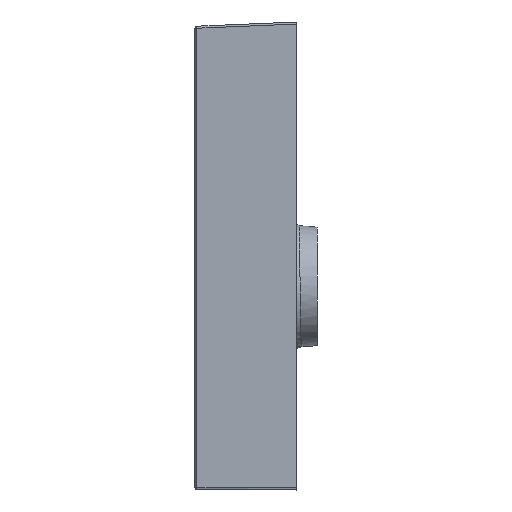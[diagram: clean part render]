
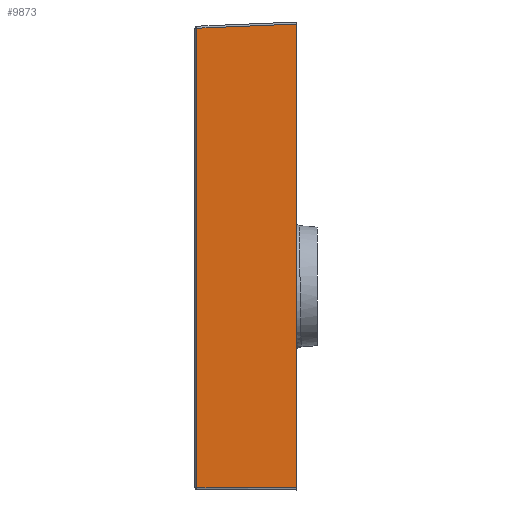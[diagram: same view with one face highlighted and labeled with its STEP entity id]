
A CAD part, left-side view. The second image highlights one B-rep face of the part: STEP entity #9873.
In plain terms, the highlighted planar face has unit normal (-1, 0.026, 0).
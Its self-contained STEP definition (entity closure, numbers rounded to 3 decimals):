
#183 = DIRECTION ( 'NONE',  ( 0.026, 1., 0. ) ) ;
#278 = CARTESIAN_POINT ( 'NONE',  ( -597.38, 0., 227.82 ) ) ;
#1149 = DIRECTION ( 'NONE',  ( -0.026, -0.999, 0.042 ) ) ;
#1363 = ORIENTED_EDGE ( 'NONE', *, *, #6055, .F. ) ;
#1603 = VERTEX_POINT ( 'NONE', #3312 ) ;
#2099 = CARTESIAN_POINT ( 'NONE',  ( -597.359, 0.791, -225.819 ) ) ;
#2483 = ORIENTED_EDGE ( 'NONE', *, *, #4796, .F. ) ;
#2842 = FACE_OUTER_BOUND ( 'NONE', #10992, .T. ) ;
#3312 = CARTESIAN_POINT ( 'NONE',  ( -599.999, -100., -225.995 ) ) ;
#3603 = CARTESIAN_POINT ( 'NONE',  ( -599.999, -100., 227.82 ) ) ;
#4765 = DIRECTION ( 'NONE',  ( 0.026, 1., 0.002 ) ) ;
#4796 = EDGE_CURVE ( 'NONE', #1603, #5813, #12530, .T. ) ;
#4833 = DIRECTION ( 'NONE',  ( -1., 0.026, 0. ) ) ;
#4949 = CARTESIAN_POINT ( 'NONE',  ( -599.999, -100., 230.012 ) ) ;
#5404 = CARTESIAN_POINT ( 'NONE',  ( -597.382, -0.084, 225.824 ) ) ;
#5813 = VERTEX_POINT ( 'NONE', #11611 ) ;
#6055 = EDGE_CURVE ( 'NONE', #13419, #12239, #19188, .T. ) ;
#6541 = VECTOR ( 'NONE', #9416, 1000. ) ;
#7080 = AXIS2_PLACEMENT_3D ( 'NONE', #278, #4833, #183 ) ;
#7604 = PLANE ( 'NONE',  #7080 ) ;
#7684 = CARTESIAN_POINT ( 'NONE',  ( -597.431, -1.948, 225.902 ) ) ;
#9416 = DIRECTION ( 'NONE',  ( 0., 0., 1. ) ) ;
#9624 = DIRECTION ( 'NONE',  ( 0., 0., -1. ) ) ;
#9873 = ADVANCED_FACE ( 'NONE', ( #2842 ), #7604, .T. ) ;
#10256 = ORIENTED_EDGE ( 'NONE', *, *, #15595, .F. ) ;
#10992 = EDGE_LOOP ( 'NONE', ( #11366, #1363, #10256, #2483 ) ) ;
#11091 = LINE ( 'NONE', #3603, #14047 ) ;
#11358 = CARTESIAN_POINT ( 'NONE',  ( -597.431, -1.948, 227.82 ) ) ;
#11366 = ORIENTED_EDGE ( 'NONE', *, *, #14050, .F. ) ;
#11611 = CARTESIAN_POINT ( 'NONE',  ( -597.431, -1.948, -225.823 ) ) ;
#11755 = VECTOR ( 'NONE', #1149, 1000. ) ;
#12239 = VERTEX_POINT ( 'NONE', #4949 ) ;
#12530 = LINE ( 'NONE', #2099, #19309 ) ;
#12637 = LINE ( 'NONE', #11358, #6541 ) ;
#13419 = VERTEX_POINT ( 'NONE', #7684 ) ;
#14047 = VECTOR ( 'NONE', #9624, 1000. ) ;
#14050 = EDGE_CURVE ( 'NONE', #12239, #1603, #11091, .T. ) ;
#15595 = EDGE_CURVE ( 'NONE', #5813, #13419, #12637, .T. ) ;
#19188 = LINE ( 'NONE', #5404, #11755 ) ;
#19309 = VECTOR ( 'NONE', #4765, 1000. ) ;
